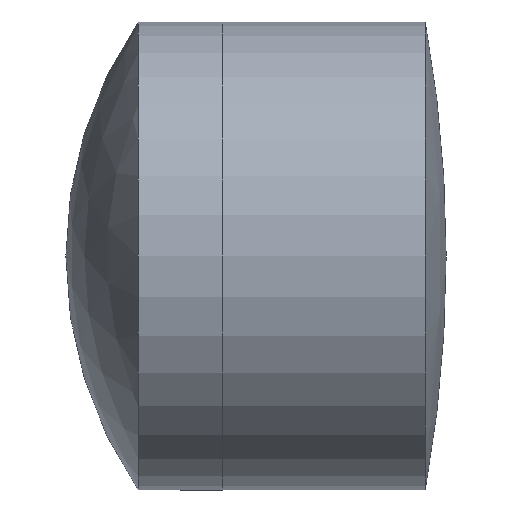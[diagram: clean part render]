
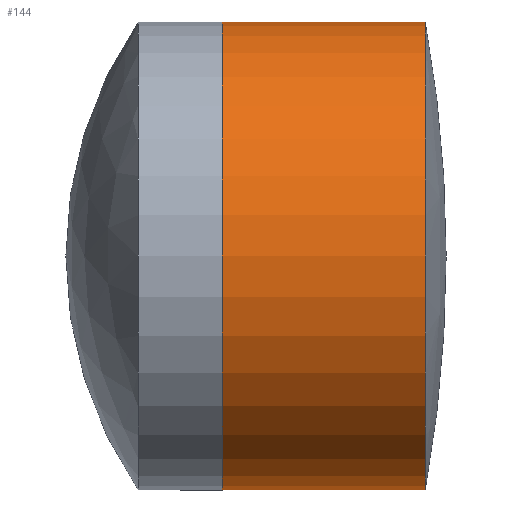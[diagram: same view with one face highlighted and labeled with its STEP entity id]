
A CAD part, front view. The second image highlights one B-rep face of the part: STEP entity #144.
In plain terms, the highlighted cylindrical face has radius 4 mm (diameter 8 mm), a partial arc.
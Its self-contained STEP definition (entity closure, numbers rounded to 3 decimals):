
#2 = EDGE_CURVE ( 'NONE', #331, #321, #272, .T. ) ;
#3 = CARTESIAN_POINT ( 'NONE',  ( -0.552, 0., -4. ) ) ;
#11 = CARTESIAN_POINT ( 'NONE',  ( -0.552, 0., 4. ) ) ;
#19 = CARTESIAN_POINT ( 'NONE',  ( -1.587, 0., -4. ) ) ;
#31 = AXIS2_PLACEMENT_3D ( 'NONE', #262, #231, #146 ) ;
#36 = DIRECTION ( 'NONE',  ( 0., 0., 1. ) ) ;
#51 = CIRCLE ( 'NONE', #31, 4. ) ;
#62 = AXIS2_PLACEMENT_3D ( 'NONE', #326, #324, #83 ) ;
#65 = CARTESIAN_POINT ( 'NONE',  ( 1.881, 0., 0. ) ) ;
#68 = EDGE_CURVE ( 'NONE', #270, #292, #244, .T. ) ;
#77 = CARTESIAN_POINT ( 'NONE',  ( 1.881, 0., -4. ) ) ;
#83 = DIRECTION ( 'NONE',  ( 0., 0., 1. ) ) ;
#108 = VECTOR ( 'NONE', #240, 1000. ) ;
#114 = CIRCLE ( 'NONE', #316, 4. ) ;
#119 = DIRECTION ( 'NONE',  ( -1., 0., 0. ) ) ;
#128 = CARTESIAN_POINT ( 'NONE',  ( 1.881, 0., 4. ) ) ;
#138 = ORIENTED_EDGE ( 'NONE', *, *, #221, .T. ) ;
#144 = ADVANCED_FACE ( 'NONE', ( #287 ), #343, .T. ) ;
#146 = DIRECTION ( 'NONE',  ( 0., 0., 1. ) ) ;
#178 = ORIENTED_EDGE ( 'NONE', *, *, #68, .T. ) ;
#198 = EDGE_CURVE ( 'NONE', #321, #292, #51, .T. ) ;
#215 = CARTESIAN_POINT ( 'NONE',  ( -1.587, 0., 4. ) ) ;
#221 = EDGE_CURVE ( 'NONE', #331, #270, #114, .T. ) ;
#231 = DIRECTION ( 'NONE',  ( -1., 0., 0. ) ) ;
#236 = DIRECTION ( 'NONE',  ( -1., 0., 0. ) ) ;
#240 = DIRECTION ( 'NONE',  ( -1., 0., 0. ) ) ;
#244 = LINE ( 'NONE', #11, #108 ) ;
#246 = ORIENTED_EDGE ( 'NONE', *, *, #198, .F. ) ;
#262 = CARTESIAN_POINT ( 'NONE',  ( -1.587, 0., 0. ) ) ;
#270 = VERTEX_POINT ( 'NONE', #128 ) ;
#272 = LINE ( 'NONE', #3, #280 ) ;
#280 = VECTOR ( 'NONE', #119, 1000. ) ;
#287 = FACE_OUTER_BOUND ( 'NONE', #299, .T. ) ;
#292 = VERTEX_POINT ( 'NONE', #215 ) ;
#299 = EDGE_LOOP ( 'NONE', ( #301, #138, #178, #246 ) ) ;
#301 = ORIENTED_EDGE ( 'NONE', *, *, #2, .F. ) ;
#316 = AXIS2_PLACEMENT_3D ( 'NONE', #65, #236, #36 ) ;
#321 = VERTEX_POINT ( 'NONE', #19 ) ;
#324 = DIRECTION ( 'NONE',  ( -1., 0., 0. ) ) ;
#326 = CARTESIAN_POINT ( 'NONE',  ( -0.552, 0., 0. ) ) ;
#331 = VERTEX_POINT ( 'NONE', #77 ) ;
#343 = CYLINDRICAL_SURFACE ( 'NONE', #62, 4. ) ;
